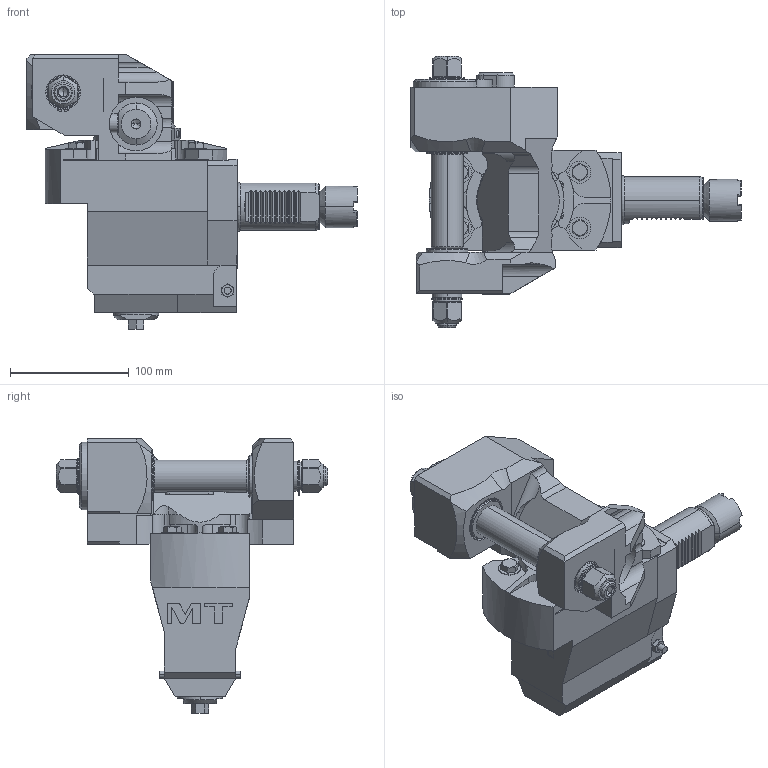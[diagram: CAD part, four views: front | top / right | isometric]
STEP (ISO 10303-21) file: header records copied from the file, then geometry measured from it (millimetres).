
FILE_DESCRIPTION((''),'2;1');
FILE_NAME('OKU1774110_CONF','2024-12-06T16:18:45',('fpalella'),('M.T. srl'),'CREO PARAMETRIC BY PTC INC, 2023352','CREO PARAMETRIC BY PTC INC, 2023352','');
FILE_SCHEMA(('CONFIG_CONTROL_DESIGN'));
Length unit declared in the file: millimetre
Products named in the file (1): OKU1774110_CONF
Bounding box: 277.99 x 228.5 x 230.92 mm (x, y, z)
Volume: 2398047.7 mm3; surface area: 208573.7 mm2
Topology: 2 solids, 2 shells, 808 faces, 2091 edges, 1320 vertices
Faces by surface type: plane 406, cylinder 256, cone 121, torus 15, bspline 8, extrusion 2
Entity records: 28333 total; most frequent: CARTESIAN_POINT 8717, ORIENTED_EDGE 4126, DIRECTION 4043, EDGE_CURVE 2063, AXIS2_PLACEMENT_3D 1486, VERTEX_POINT 1320, VECTOR 1071, LINE 1069
